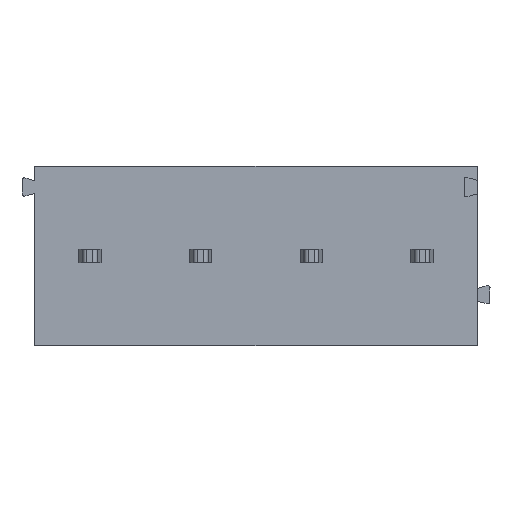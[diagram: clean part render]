
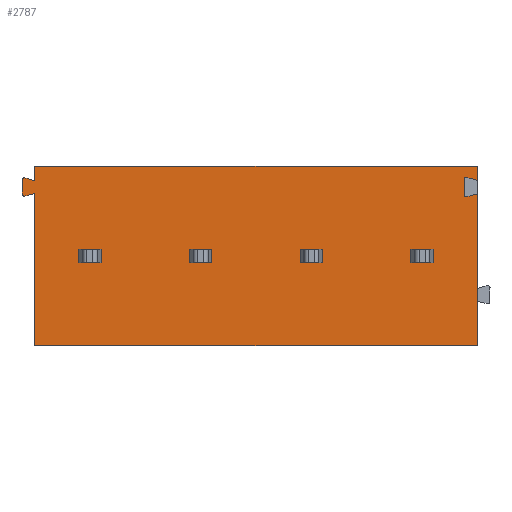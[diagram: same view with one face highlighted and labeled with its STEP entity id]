
A CAD part, front view. The second image highlights one B-rep face of the part: STEP entity #2787.
In plain terms, the highlighted planar face has unit normal (0, -1, 0).
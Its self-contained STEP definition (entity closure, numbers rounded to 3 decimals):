
#1305=LINE('',#12662,#2038);
#1306=LINE('',#12665,#2039);
#1307=LINE('',#12667,#2040);
#1308=LINE('',#12669,#2041);
#1309=LINE('',#12670,#2042);
#1310=LINE('',#12673,#2043);
#1311=LINE('',#12675,#2044);
#1312=LINE('',#12677,#2045);
#1313=LINE('',#12678,#2046);
#1314=LINE('',#12681,#2047);
#1315=LINE('',#12683,#2048);
#1316=LINE('',#12685,#2049);
#1317=LINE('',#12686,#2050);
#1318=LINE('',#12689,#2051);
#1319=LINE('',#12691,#2052);
#1320=LINE('',#12693,#2053);
#1321=LINE('',#12694,#2054);
#1322=LINE('',#12697,#2055);
#1323=LINE('',#12699,#2056);
#1324=LINE('',#12703,#2057);
#1325=LINE('',#12707,#2058);
#1326=LINE('',#12709,#2059);
#1327=LINE('',#12711,#2060);
#1328=LINE('',#12713,#2061);
#1329=LINE('',#12715,#2062);
#1330=LINE('',#12719,#2063);
#1331=LINE('',#12723,#2064);
#1332=LINE('',#12725,#2065);
#2038=VECTOR('',#10312,1.);
#2039=VECTOR('',#10313,1.);
#2040=VECTOR('',#10314,1.);
#2041=VECTOR('',#10315,1.);
#2042=VECTOR('',#10316,1.);
#2043=VECTOR('',#10317,1.);
#2044=VECTOR('',#10318,1.);
#2045=VECTOR('',#10319,1.);
#2046=VECTOR('',#10320,1.);
#2047=VECTOR('',#10321,1.);
#2048=VECTOR('',#10322,1.);
#2049=VECTOR('',#10323,1.);
#2050=VECTOR('',#10324,1.);
#2051=VECTOR('',#10325,1.);
#2052=VECTOR('',#10326,1.);
#2053=VECTOR('',#10327,1.);
#2054=VECTOR('',#10328,1.);
#2055=VECTOR('',#10329,1.);
#2056=VECTOR('',#10330,1.);
#2057=VECTOR('',#10333,1.);
#2058=VECTOR('',#10336,1.);
#2059=VECTOR('',#10337,1.);
#2060=VECTOR('',#10338,1.);
#2061=VECTOR('',#10339,1.);
#2062=VECTOR('',#10340,1.);
#2063=VECTOR('',#10343,1.);
#2064=VECTOR('',#10346,1.);
#2065=VECTOR('',#10347,1.);
#2787=ADVANCED_FACE('',(#3491,#3492,#3493,#3494,#3495),#3277,.T.);
#3277=PLANE('',#9436);
#3491=FACE_BOUND('',#3612,.T.);
#3492=FACE_BOUND('',#3613,.T.);
#3493=FACE_BOUND('',#3614,.T.);
#3494=FACE_BOUND('',#3615,.T.);
#3495=FACE_BOUND('',#3616,.T.);
#3612=EDGE_LOOP('',(#4247,#4248,#4249,#4250));
#3613=EDGE_LOOP('',(#4251,#4252,#4253,#4254));
#3614=EDGE_LOOP('',(#4255,#4256,#4257,#4258));
#3615=EDGE_LOOP('',(#4259,#4260,#4261,#4262));
#3616=EDGE_LOOP('',(#4263,#4264,#4265,#4266,#4267,#4268,#4269,#4270,#4271,
#4272,#4273,#4274,#4275,#4276,#4277,#4278));
#4247=ORIENTED_EDGE('',*,*,#7793,.F.);
#4248=ORIENTED_EDGE('',*,*,#7794,.T.);
#4249=ORIENTED_EDGE('',*,*,#7795,.T.);
#4250=ORIENTED_EDGE('',*,*,#7796,.F.);
#4251=ORIENTED_EDGE('',*,*,#7797,.F.);
#4252=ORIENTED_EDGE('',*,*,#7798,.T.);
#4253=ORIENTED_EDGE('',*,*,#7799,.T.);
#4254=ORIENTED_EDGE('',*,*,#7800,.F.);
#4255=ORIENTED_EDGE('',*,*,#7801,.F.);
#4256=ORIENTED_EDGE('',*,*,#7802,.T.);
#4257=ORIENTED_EDGE('',*,*,#7803,.T.);
#4258=ORIENTED_EDGE('',*,*,#7804,.F.);
#4259=ORIENTED_EDGE('',*,*,#7805,.F.);
#4260=ORIENTED_EDGE('',*,*,#7806,.T.);
#4261=ORIENTED_EDGE('',*,*,#7807,.T.);
#4262=ORIENTED_EDGE('',*,*,#7808,.F.);
#4263=ORIENTED_EDGE('',*,*,#7809,.T.);
#4264=ORIENTED_EDGE('',*,*,#7810,.F.);
#4265=ORIENTED_EDGE('',*,*,#7811,.F.);
#4266=ORIENTED_EDGE('',*,*,#7812,.F.);
#4267=ORIENTED_EDGE('',*,*,#7813,.F.);
#4268=ORIENTED_EDGE('',*,*,#7814,.F.);
#4269=ORIENTED_EDGE('',*,*,#7815,.F.);
#4270=ORIENTED_EDGE('',*,*,#7816,.F.);
#4271=ORIENTED_EDGE('',*,*,#7817,.F.);
#4272=ORIENTED_EDGE('',*,*,#7818,.T.);
#4273=ORIENTED_EDGE('',*,*,#7819,.T.);
#4274=ORIENTED_EDGE('',*,*,#7820,.T.);
#4275=ORIENTED_EDGE('',*,*,#7821,.T.);
#4276=ORIENTED_EDGE('',*,*,#7822,.T.);
#4277=ORIENTED_EDGE('',*,*,#7823,.T.);
#4278=ORIENTED_EDGE('',*,*,#7824,.T.);
#6889=VERTEX_POINT('',#12663);
#6890=VERTEX_POINT('',#12664);
#6891=VERTEX_POINT('',#12666);
#6892=VERTEX_POINT('',#12668);
#6893=VERTEX_POINT('',#12671);
#6894=VERTEX_POINT('',#12672);
#6895=VERTEX_POINT('',#12674);
#6896=VERTEX_POINT('',#12676);
#6897=VERTEX_POINT('',#12679);
#6898=VERTEX_POINT('',#12680);
#6899=VERTEX_POINT('',#12682);
#6900=VERTEX_POINT('',#12684);
#6901=VERTEX_POINT('',#12687);
#6902=VERTEX_POINT('',#12688);
#6903=VERTEX_POINT('',#12690);
#6904=VERTEX_POINT('',#12692);
#6905=VERTEX_POINT('',#12695);
#6906=VERTEX_POINT('',#12696);
#6907=VERTEX_POINT('',#12698);
#6908=VERTEX_POINT('',#12700);
#6909=VERTEX_POINT('',#12702);
#6910=VERTEX_POINT('',#12704);
#6911=VERTEX_POINT('',#12706);
#6912=VERTEX_POINT('',#12708);
#6913=VERTEX_POINT('',#12710);
#6914=VERTEX_POINT('',#12712);
#6915=VERTEX_POINT('',#12714);
#6916=VERTEX_POINT('',#12716);
#6917=VERTEX_POINT('',#12718);
#6918=VERTEX_POINT('',#12720);
#6919=VERTEX_POINT('',#12722);
#6920=VERTEX_POINT('',#12724);
#7793=EDGE_CURVE('',#6889,#6890,#1305,.T.);
#7794=EDGE_CURVE('',#6889,#6891,#1306,.T.);
#7795=EDGE_CURVE('',#6891,#6892,#1307,.T.);
#7796=EDGE_CURVE('',#6890,#6892,#1308,.T.);
#7797=EDGE_CURVE('',#6893,#6894,#1309,.T.);
#7798=EDGE_CURVE('',#6893,#6895,#1310,.T.);
#7799=EDGE_CURVE('',#6895,#6896,#1311,.T.);
#7800=EDGE_CURVE('',#6894,#6896,#1312,.T.);
#7801=EDGE_CURVE('',#6897,#6898,#1313,.T.);
#7802=EDGE_CURVE('',#6897,#6899,#1314,.T.);
#7803=EDGE_CURVE('',#6899,#6900,#1315,.T.);
#7804=EDGE_CURVE('',#6898,#6900,#1316,.T.);
#7805=EDGE_CURVE('',#6901,#6902,#1317,.T.);
#7806=EDGE_CURVE('',#6901,#6903,#1318,.T.);
#7807=EDGE_CURVE('',#6903,#6904,#1319,.T.);
#7808=EDGE_CURVE('',#6902,#6904,#1320,.T.);
#7809=EDGE_CURVE('',#6905,#6906,#1321,.T.);
#7810=EDGE_CURVE('',#6907,#6906,#1322,.T.);
#7811=EDGE_CURVE('',#6908,#6907,#1323,.T.);
#7812=EDGE_CURVE('',#6909,#6908,#9066,.T.);
#7813=EDGE_CURVE('',#6910,#6909,#1324,.T.);
#7814=EDGE_CURVE('',#6911,#6910,#9067,.T.);
#7815=EDGE_CURVE('',#6912,#6911,#1325,.T.);
#7816=EDGE_CURVE('',#6913,#6912,#1326,.T.);
#7817=EDGE_CURVE('',#6914,#6913,#1327,.T.);
#7818=EDGE_CURVE('',#6914,#6915,#1328,.T.);
#7819=EDGE_CURVE('',#6915,#6916,#1329,.T.);
#7820=EDGE_CURVE('',#6916,#6917,#9068,.T.);
#7821=EDGE_CURVE('',#6917,#6918,#1330,.T.);
#7822=EDGE_CURVE('',#6918,#6919,#9069,.T.);
#7823=EDGE_CURVE('',#6919,#6920,#1331,.T.);
#7824=EDGE_CURVE('',#6920,#6905,#1332,.T.);
#9066=CIRCLE('',#9432,0.1);
#9067=CIRCLE('',#9433,0.1);
#9068=CIRCLE('',#9434,0.1);
#9069=CIRCLE('',#9435,0.1);
#9432=AXIS2_PLACEMENT_3D('',#12701,#10331,#10332);
#9433=AXIS2_PLACEMENT_3D('',#12705,#10334,#10335);
#9434=AXIS2_PLACEMENT_3D('',#12717,#10341,#10342);
#9435=AXIS2_PLACEMENT_3D('',#12721,#10344,#10345);
#9436=AXIS2_PLACEMENT_3D('',#12726,#10348,#10349);
#10312=DIRECTION('',(0.,0.,1.));
#10313=DIRECTION('',(-1.,0.,0.));
#10314=DIRECTION('',(0.,0.,1.));
#10315=DIRECTION('',(-1.,0.,0.));
#10316=DIRECTION('',(0.,0.,1.));
#10317=DIRECTION('',(-1.,0.,0.));
#10318=DIRECTION('',(0.,0.,1.));
#10319=DIRECTION('',(-1.,0.,0.));
#10320=DIRECTION('',(0.,0.,1.));
#10321=DIRECTION('',(-1.,0.,0.));
#10322=DIRECTION('',(0.,0.,1.));
#10323=DIRECTION('',(-1.,0.,0.));
#10324=DIRECTION('',(0.,0.,1.));
#10325=DIRECTION('',(-1.,0.,0.));
#10326=DIRECTION('',(0.,0.,1.));
#10327=DIRECTION('',(-1.,0.,0.));
#10328=DIRECTION('',(1.,0.,0.));
#10329=DIRECTION('',(0.,0.,-1.));
#10330=DIRECTION('',(0.961,0.,0.276));
#10331=DIRECTION('',(0.,-1.,0.));
#10332=DIRECTION('',(-1.,0.,0.));
#10333=DIRECTION('',(0.,0.,-1.));
#10334=DIRECTION('',(0.,-1.,0.));
#10335=DIRECTION('',(0.276,0.,0.961));
#10336=DIRECTION('',(-0.961,0.,0.276));
#10337=DIRECTION('',(0.,0.,-1.));
#10338=DIRECTION('',(1.,0.,0.));
#10339=DIRECTION('',(0.,0.,-1.));
#10340=DIRECTION('',(-0.961,0.,0.276));
#10341=DIRECTION('',(0.,-1.,0.));
#10342=DIRECTION('',(0.276,0.,0.961));
#10343=DIRECTION('',(0.,0.,-1.));
#10344=DIRECTION('',(0.,-1.,0.));
#10345=DIRECTION('',(-1.,0.,0.));
#10346=DIRECTION('',(0.961,0.,0.276));
#10347=DIRECTION('',(0.,0.,-1.));
#10348=DIRECTION('',(0.,-1.,0.));
#10349=DIRECTION('',(0.,0.,1.));
#12662=CARTESIAN_POINT('',(18.,0.,0.));
#12663=CARTESIAN_POINT('',(18.,0.,-4.361));
#12664=CARTESIAN_POINT('',(18.,0.,-3.757));
#12665=CARTESIAN_POINT('',(15.625,0.,-4.361));
#12666=CARTESIAN_POINT('',(17.,0.,-4.361));
#12667=CARTESIAN_POINT('',(17.,0.,0.));
#12668=CARTESIAN_POINT('',(17.,0.,-3.757));
#12669=CARTESIAN_POINT('',(15.625,0.,-3.757));
#12670=CARTESIAN_POINT('',(13.,0.,0.));
#12671=CARTESIAN_POINT('',(13.,0.,-4.361));
#12672=CARTESIAN_POINT('',(13.,0.,-3.757));
#12673=CARTESIAN_POINT('',(10.625,0.,-4.361));
#12674=CARTESIAN_POINT('',(12.,0.,-4.361));
#12675=CARTESIAN_POINT('',(12.,0.,0.));
#12676=CARTESIAN_POINT('',(12.,0.,-3.757));
#12677=CARTESIAN_POINT('',(10.625,0.,-3.757));
#12678=CARTESIAN_POINT('',(8.,0.,0.));
#12679=CARTESIAN_POINT('',(8.,0.,-4.361));
#12680=CARTESIAN_POINT('',(8.,0.,-3.757));
#12681=CARTESIAN_POINT('',(5.625,0.,-4.361));
#12682=CARTESIAN_POINT('',(7.,0.,-4.361));
#12683=CARTESIAN_POINT('',(7.,0.,0.));
#12684=CARTESIAN_POINT('',(7.,0.,-3.757));
#12685=CARTESIAN_POINT('',(5.625,0.,-3.757));
#12686=CARTESIAN_POINT('',(3.,0.,0.));
#12687=CARTESIAN_POINT('',(3.,0.,-4.361));
#12688=CARTESIAN_POINT('',(3.,0.,-3.757));
#12689=CARTESIAN_POINT('',(0.625,0.,-4.361));
#12690=CARTESIAN_POINT('',(2.,0.,-4.361));
#12691=CARTESIAN_POINT('',(2.,0.,0.));
#12692=CARTESIAN_POINT('',(2.,0.,-3.757));
#12693=CARTESIAN_POINT('',(0.625,0.,-3.757));
#12694=CARTESIAN_POINT('',(0.,0.,-8.1));
#12695=CARTESIAN_POINT('',(0.,0.,-8.1));
#12696=CARTESIAN_POINT('',(20.,0.,-8.1));
#12697=CARTESIAN_POINT('',(20.,0.,-1.238));
#12698=CARTESIAN_POINT('',(20.,0.,-1.238));
#12699=CARTESIAN_POINT('',(19.528,0.,-1.373));
#12700=CARTESIAN_POINT('',(19.528,0.,-1.373));
#12701=CARTESIAN_POINT('',(19.5,0.,-1.277));
#12702=CARTESIAN_POINT('',(19.4,0.,-1.277));
#12703=CARTESIAN_POINT('',(19.4,0.,-0.598));
#12704=CARTESIAN_POINT('',(19.4,0.,-0.598));
#12705=CARTESIAN_POINT('',(19.5,0.,-0.598));
#12706=CARTESIAN_POINT('',(19.528,0.,-0.502));
#12707=CARTESIAN_POINT('',(20.,0.,-0.637));
#12708=CARTESIAN_POINT('',(20.,0.,-0.637));
#12709=CARTESIAN_POINT('',(20.,0.,0.));
#12710=CARTESIAN_POINT('',(20.,0.,0.));
#12711=CARTESIAN_POINT('',(0.,0.,0.));
#12712=CARTESIAN_POINT('',(0.,0.,0.));
#12713=CARTESIAN_POINT('',(0.,0.,0.));
#12714=CARTESIAN_POINT('',(0.,0.,-0.652));
#12715=CARTESIAN_POINT('',(0.,0.,-0.652));
#12716=CARTESIAN_POINT('',(-0.442,0.,-0.526));
#12717=CARTESIAN_POINT('',(-0.47,0.,-0.622));
#12718=CARTESIAN_POINT('',(-0.57,0.,-0.622));
#12719=CARTESIAN_POINT('',(-0.57,0.,-0.622));
#12720=CARTESIAN_POINT('',(-0.57,0.,-1.253));
#12721=CARTESIAN_POINT('',(-0.47,0.,-1.253));
#12722=CARTESIAN_POINT('',(-0.442,0.,-1.349));
#12723=CARTESIAN_POINT('',(-0.442,0.,-1.349));
#12724=CARTESIAN_POINT('',(0.,0.,-1.222));
#12725=CARTESIAN_POINT('',(0.,0.,-1.222));
#12726=CARTESIAN_POINT('',(0.,0.,0.));
